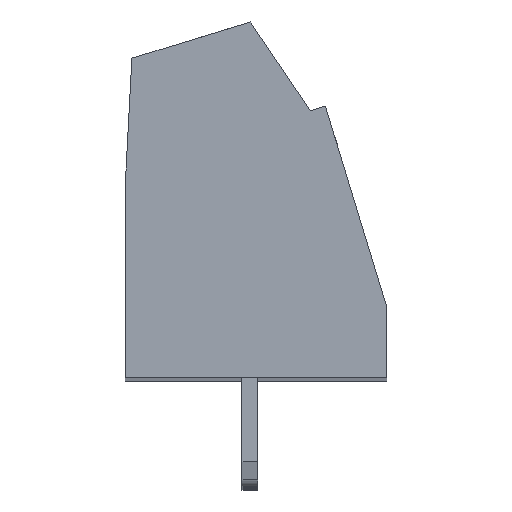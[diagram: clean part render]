
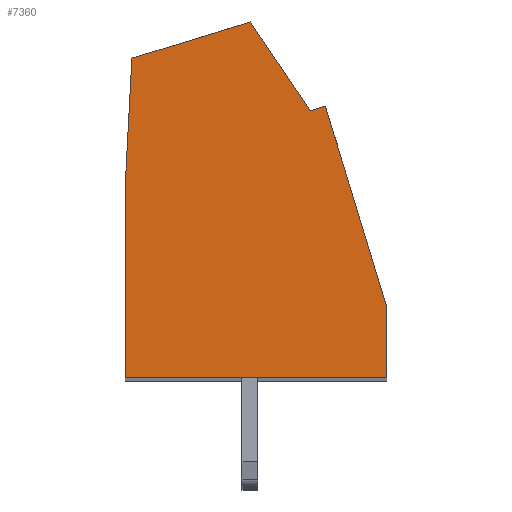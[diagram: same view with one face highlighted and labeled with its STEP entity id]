
A CAD part, top view. The second image highlights one B-rep face of the part: STEP entity #7360.
In plain terms, the highlighted planar face has unit normal (0, 0, 1).
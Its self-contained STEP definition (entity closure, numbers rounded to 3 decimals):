
#875=DIRECTION('',(-0.292,0.956,0.));
#876=VECTOR('',#875,6.75);
#877=CARTESIAN_POINT('',(4.2,-5.45,1.75));
#878=LINE('',#877,#876);
#879=DIRECTION('',(0.,1.,0.));
#880=VECTOR('',#879,2.25);
#881=CARTESIAN_POINT('',(4.2,-7.7,1.75));
#882=LINE('',#881,#880);
#883=DIRECTION('',(1.,0.,0.));
#884=VECTOR('',#883,8.4);
#885=CARTESIAN_POINT('',(-4.2,-7.7,1.75));
#886=LINE('',#885,#884);
#887=DIRECTION('',(0.,-1.,0.));
#888=VECTOR('',#887,6.071);
#889=CARTESIAN_POINT('',(-4.2,-1.629,1.75));
#890=LINE('',#889,#888);
#891=DIRECTION('',(-0.052,-0.999,0.));
#892=VECTOR('',#891,4.172);
#893=CARTESIAN_POINT('',(-3.982,2.537,1.75));
#894=LINE('',#893,#892);
#895=DIRECTION('',(-0.956,-0.292,0.));
#896=VECTOR('',#895,3.978);
#897=CARTESIAN_POINT('',(-0.177,3.7,1.75));
#898=LINE('',#897,#896);
#899=DIRECTION('',(-0.559,0.829,0.));
#900=VECTOR('',#899,3.43);
#901=CARTESIAN_POINT('',(1.741,0.857,1.75));
#902=LINE('',#901,#900);
#903=DIRECTION('',(-0.956,-0.292,0.));
#904=VECTOR('',#903,0.508);
#905=CARTESIAN_POINT('',(2.226,1.005,1.75));
#906=LINE('',#905,#904);
#5179=CARTESIAN_POINT('',(4.2,-5.45,1.75));
#5180=CARTESIAN_POINT('',(2.226,1.005,1.75));
#5181=VERTEX_POINT('',#5179);
#5182=VERTEX_POINT('',#5180);
#5183=CARTESIAN_POINT('',(1.741,0.857,1.75));
#5184=VERTEX_POINT('',#5183);
#5185=CARTESIAN_POINT('',(-0.177,3.7,1.75));
#5186=VERTEX_POINT('',#5185);
#5187=CARTESIAN_POINT('',(-3.982,2.537,1.75));
#5188=VERTEX_POINT('',#5187);
#5189=CARTESIAN_POINT('',(-4.2,-1.629,1.75));
#5190=VERTEX_POINT('',#5189);
#5191=CARTESIAN_POINT('',(-4.2,-7.7,1.75));
#5192=VERTEX_POINT('',#5191);
#5193=CARTESIAN_POINT('',(4.2,-7.7,1.75));
#5194=VERTEX_POINT('',#5193);
#7345=CARTESIAN_POINT('',(0.,0.,1.75));
#7346=DIRECTION('',(0.,0.,1.));
#7347=DIRECTION('',(1.,0.,0.));
#7348=AXIS2_PLACEMENT_3D('',#7345,#7346,#7347);
#7349=PLANE('',#7348);
#7350=ORIENTED_EDGE('',*,*,#6747,.F.);
#7351=ORIENTED_EDGE('',*,*,#6952,.F.);
#7352=ORIENTED_EDGE('',*,*,#6966,.F.);
#7353=ORIENTED_EDGE('',*,*,#7170,.F.);
#7354=ORIENTED_EDGE('',*,*,#7184,.F.);
#7355=ORIENTED_EDGE('',*,*,#7198,.F.);
#7356=ORIENTED_EDGE('',*,*,#7326,.F.);
#7357=ORIENTED_EDGE('',*,*,#7339,.F.);
#7358=EDGE_LOOP('',(#7350,#7351,#7352,#7353,#7354,#7355,#7356,#7357));
#7359=FACE_OUTER_BOUND('',#7358,.F.);
#6747=EDGE_CURVE('',#5181,#5182,#878,.T.);
#6952=EDGE_CURVE('',#5194,#5181,#882,.T.);
#6966=EDGE_CURVE('',#5192,#5194,#886,.T.);
#7170=EDGE_CURVE('',#5190,#5192,#890,.T.);
#7184=EDGE_CURVE('',#5188,#5190,#894,.T.);
#7198=EDGE_CURVE('',#5186,#5188,#898,.T.);
#7326=EDGE_CURVE('',#5184,#5186,#902,.T.);
#7339=EDGE_CURVE('',#5182,#5184,#906,.T.);
#7360=ADVANCED_FACE('',(#7359),#7349,.T.);
